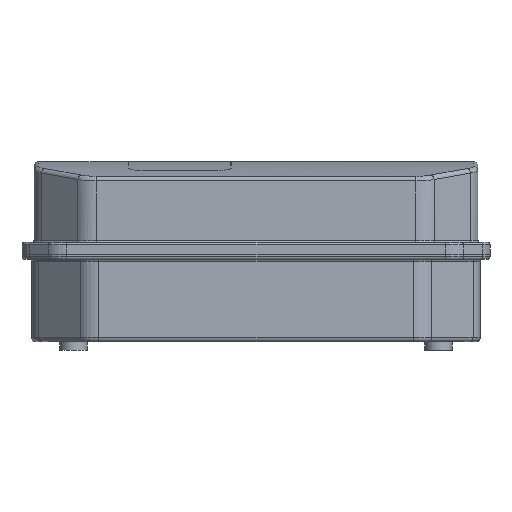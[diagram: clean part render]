
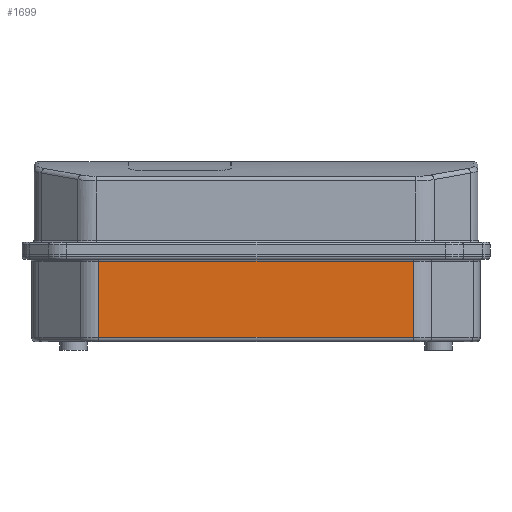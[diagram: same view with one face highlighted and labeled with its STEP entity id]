
A CAD part, left-side view. The second image highlights one B-rep face of the part: STEP entity #1699.
In plain terms, the highlighted planar face has unit normal (-1, 0, 0).
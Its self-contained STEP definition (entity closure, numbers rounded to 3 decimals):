
#1468 = EDGE_CURVE ( 'NONE', #7173, #4692, #3573, .T. ) ;
#1699 = ADVANCED_FACE ( 'NONE', ( #3259 ), #22441, .F. ) ;
#1712 = LINE ( 'NONE', #18675, #20908 ) ;
#1725 = DIRECTION ( 'NONE',  ( 0., 0., 1. ) ) ;
#1747 = AXIS2_PLACEMENT_3D ( 'NONE', #22702, #22395, #22360 ) ;
#2081 = CARTESIAN_POINT ( 'NONE',  ( -160.5, 91.787, 485.829 ) ) ;
#2807 = VERTEX_POINT ( 'NONE', #8000 ) ;
#3259 = FACE_OUTER_BOUND ( 'NONE', #20084, .T. ) ;
#3573 = LINE ( 'NONE', #10608, #21567 ) ;
#4692 = VERTEX_POINT ( 'NONE', #9233 ) ;
#7173 = VERTEX_POINT ( 'NONE', #7621 ) ;
#7621 = CARTESIAN_POINT ( 'NONE',  ( -160.5, -91.787, 52. ) ) ;
#8000 = CARTESIAN_POINT ( 'NONE',  ( -160.5, 91.787, 7.5 ) ) ;
#9233 = CARTESIAN_POINT ( 'NONE',  ( -160.5, 91.787, 52. ) ) ;
#9665 = EDGE_CURVE ( 'NONE', #4692, #2807, #12350, .T. ) ;
#10059 = VECTOR ( 'NONE', #1725, 1000. ) ;
#10608 = CARTESIAN_POINT ( 'NONE',  ( -160.5, 0., 52. ) ) ;
#10956 = DIRECTION ( 'NONE',  ( 0., 1., 0. ) ) ;
#11198 = ORIENTED_EDGE ( 'NONE', *, *, #9665, .T. ) ;
#11325 = DIRECTION ( 'NONE',  ( 0., -1., 0. ) ) ;
#11427 = DIRECTION ( 'NONE',  ( 0., 0., -1. ) ) ;
#12125 = ORIENTED_EDGE ( 'NONE', *, *, #1468, .T. ) ;
#12350 = LINE ( 'NONE', #2081, #21547 ) ;
#12936 = CARTESIAN_POINT ( 'NONE',  ( -160.5, -91.787, 7.5 ) ) ;
#12952 = ORIENTED_EDGE ( 'NONE', *, *, #18790, .T. ) ;
#12959 = CARTESIAN_POINT ( 'NONE',  ( -160.5, -91.787, 53. ) ) ;
#14077 = EDGE_CURVE ( 'NONE', #2807, #15459, #1712, .T. ) ;
#15001 = LINE ( 'NONE', #12959, #10059 ) ;
#15459 = VERTEX_POINT ( 'NONE', #12936 ) ;
#18675 = CARTESIAN_POINT ( 'NONE',  ( -160.5, 0., 7.5 ) ) ;
#18790 = EDGE_CURVE ( 'NONE', #15459, #7173, #15001, .T. ) ;
#20084 = EDGE_LOOP ( 'NONE', ( #12952, #12125, #11198, #23797 ) ) ;
#20908 = VECTOR ( 'NONE', #11325, 1000. ) ;
#21547 = VECTOR ( 'NONE', #11427, 1000. ) ;
#21567 = VECTOR ( 'NONE', #10956, 1000. ) ;
#22360 = DIRECTION ( 'NONE',  ( 0., 0., -1. ) ) ;
#22395 = DIRECTION ( 'NONE',  ( 1., 0., 0. ) ) ;
#22441 = PLANE ( 'NONE',  #1747 ) ;
#22702 = CARTESIAN_POINT ( 'NONE',  ( -160.5, 0., 485.829 ) ) ;
#23797 = ORIENTED_EDGE ( 'NONE', *, *, #14077, .T. ) ;
